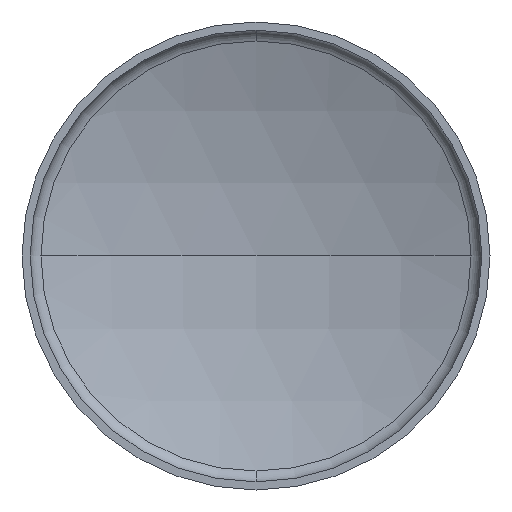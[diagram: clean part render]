
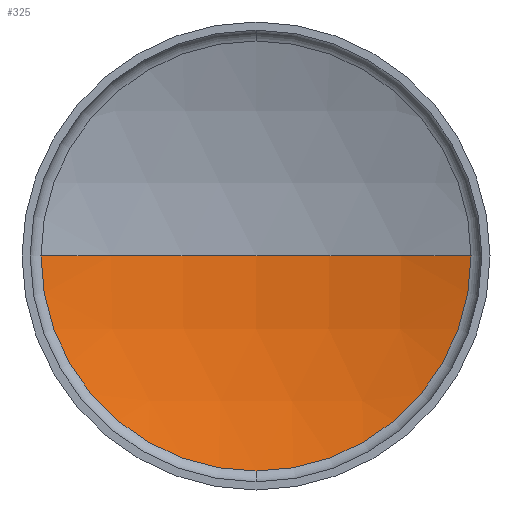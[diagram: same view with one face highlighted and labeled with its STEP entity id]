
A CAD part, front view. The second image highlights one B-rep face of the part: STEP entity #325.
In plain terms, the highlighted spherical face has radius 153.851 mm.
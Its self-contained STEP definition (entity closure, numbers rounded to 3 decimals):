
#11 = VERTEX_POINT ( 'NONE', #86 ) ;
#12 = DIRECTION ( 'NONE',  ( -1., 0., 0. ) ) ;
#57 = CARTESIAN_POINT ( 'NONE',  ( -52.515, 16.76, 0. ) ) ;
#82 = ORIENTED_EDGE ( 'NONE', *, *, #182, .F. ) ;
#84 = DIRECTION ( 'NONE',  ( 0., 0., -1. ) ) ;
#85 = AXIS2_PLACEMENT_3D ( 'NONE', #150, #292, #401 ) ;
#86 = CARTESIAN_POINT ( 'NONE',  ( 0., 16.76, -52.515 ) ) ;
#101 = AXIS2_PLACEMENT_3D ( 'NONE', #430, #254, #12 ) ;
#102 = VERTEX_POINT ( 'NONE', #258 ) ;
#131 = CARTESIAN_POINT ( 'NONE',  ( 0., 16.76, 0. ) ) ;
#147 = VERTEX_POINT ( 'NONE', #57 ) ;
#150 = CARTESIAN_POINT ( 'NONE',  ( 0., -127.851, 0. ) ) ;
#169 = CIRCLE ( 'NONE', #417, 52.515 ) ;
#182 = EDGE_CURVE ( 'NONE', #11, #147, #319, .T. ) ;
#206 = CIRCLE ( 'NONE', #85, 153.851 ) ;
#208 = EDGE_LOOP ( 'NONE', ( #215, #341, #282, #82 ) ) ;
#215 = ORIENTED_EDGE ( 'NONE', *, *, #408, .F. ) ;
#222 = FACE_OUTER_BOUND ( 'NONE', #208, .T. ) ;
#224 = CARTESIAN_POINT ( 'NONE',  ( 0., 16.76, 0. ) ) ;
#233 = DIRECTION ( 'NONE',  ( 0., 1., 0. ) ) ;
#248 = SPHERICAL_SURFACE ( 'NONE', #101, 153.851 ) ;
#254 = DIRECTION ( 'NONE',  ( 0., 0., 1. ) ) ;
#257 = AXIS2_PLACEMENT_3D ( 'NONE', #328, #84, #290 ) ;
#258 = CARTESIAN_POINT ( 'NONE',  ( 0., 26., 0. ) ) ;
#263 = EDGE_CURVE ( 'NONE', #147, #102, #308, .T. ) ;
#268 = DIRECTION ( 'NONE',  ( 0., 1., 0. ) ) ;
#282 = ORIENTED_EDGE ( 'NONE', *, *, #263, .F. ) ;
#284 = EDGE_CURVE ( 'NONE', #415, #102, #206, .T. ) ;
#290 = DIRECTION ( 'NONE',  ( -1., 0., 0. ) ) ;
#292 = DIRECTION ( 'NONE',  ( 0., 0., 1. ) ) ;
#308 = CIRCLE ( 'NONE', #257, 153.851 ) ;
#312 = AXIS2_PLACEMENT_3D ( 'NONE', #131, #268, #407 ) ;
#319 = CIRCLE ( 'NONE', #312, 52.515 ) ;
#325 = ADVANCED_FACE ( 'NONE', ( #222 ), #248, .F. ) ;
#328 = CARTESIAN_POINT ( 'NONE',  ( 0., -127.851, 0. ) ) ;
#332 = DIRECTION ( 'NONE',  ( 0., 0., 1. ) ) ;
#341 = ORIENTED_EDGE ( 'NONE', *, *, #284, .T. ) ;
#401 = DIRECTION ( 'NONE',  ( 1., 0., 0. ) ) ;
#407 = DIRECTION ( 'NONE',  ( 0., 0., 1. ) ) ;
#408 = EDGE_CURVE ( 'NONE', #415, #11, #169, .T. ) ;
#415 = VERTEX_POINT ( 'NONE', #416 ) ;
#416 = CARTESIAN_POINT ( 'NONE',  ( 52.515, 16.76, 0. ) ) ;
#417 = AXIS2_PLACEMENT_3D ( 'NONE', #224, #233, #332 ) ;
#430 = CARTESIAN_POINT ( 'NONE',  ( 0., -127.851, 0. ) ) ;
